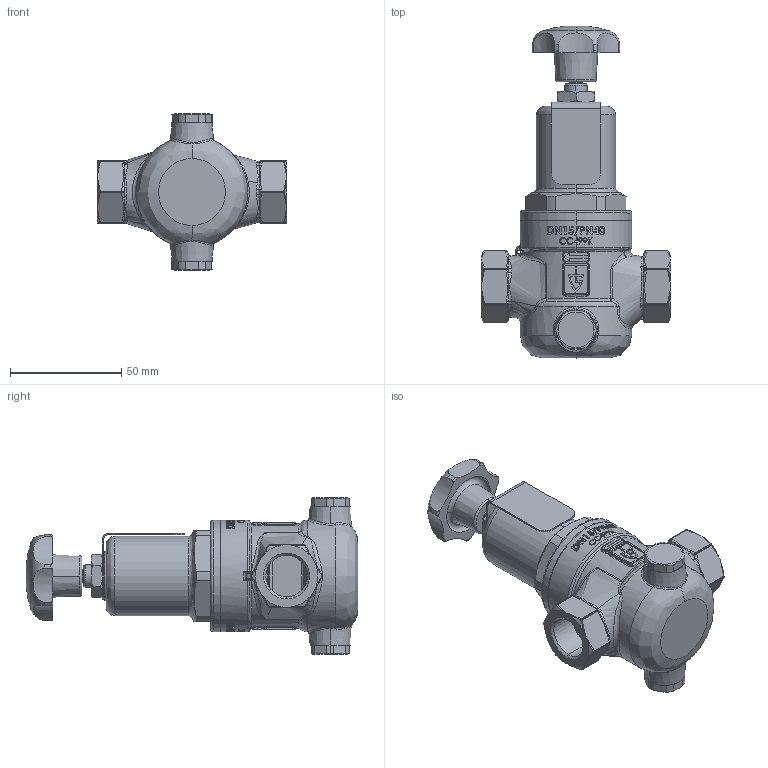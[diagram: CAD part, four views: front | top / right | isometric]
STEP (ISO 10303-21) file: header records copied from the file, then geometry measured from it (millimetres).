
FILE_DESCRIPTION (( 'STEP AP214' ), '1' );
FILE_NAME ('630mGFO_15_FF_1515 S15.STEP', '2022-11-29T07:52:36', ( '' ), ( '' ), 'SwSTEP 2.0', 'SolidWorks 2022', '' );
FILE_SCHEMA (( 'AUTOMOTIVE_DESIGN' ));
Length unit declared in the file: millimetre
Products named in the file (1): 630mGFO_15_FF_1515 S15
Bounding box: 85 x 148.9 x 70 mm (x, y, z)
Volume: 106471.2 mm3; surface area: 58099.3 mm2
Topology: 10 solids, 10 shells, 1374 faces, 3469 edges, 2112 vertices
Faces by surface type: bspline 535, plane 419, cylinder 304, cone 100, torus 16
Entity records: 78914 total; most frequent: CARTESIAN_POINT 49728, ORIENTED_EDGE 6802, DIRECTION 4931, EDGE_CURVE 3401, VERTEX_POINT 2112, AXIS2_PLACEMENT_3D 1887, EDGE_LOOP 1461, ADVANCED_FACE 1374
